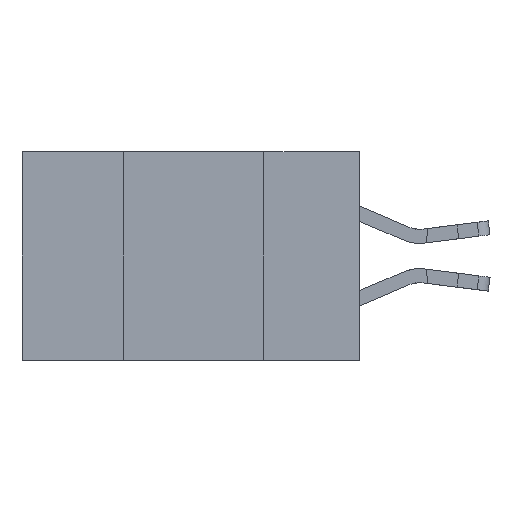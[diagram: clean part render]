
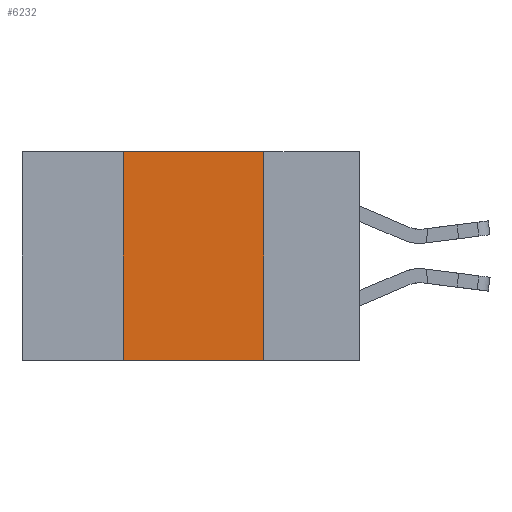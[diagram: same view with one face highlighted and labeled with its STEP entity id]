
A CAD part, left-side view. The second image highlights one B-rep face of the part: STEP entity #6232.
In plain terms, the highlighted planar face has unit normal (-1, 0, 0).
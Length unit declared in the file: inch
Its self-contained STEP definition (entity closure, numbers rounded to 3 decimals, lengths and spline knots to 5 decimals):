
#24 = VERTEX_POINT ( 'NONE', #7963 ) ;
#1036 = EDGE_CURVE ( 'NONE', #2131, #3060, #15863, .T. ) ;
#1653 = EDGE_CURVE ( 'NONE', #24, #3060, #16662, .T. ) ;
#1854 = ORIENTED_EDGE ( 'NONE', *, *, #1036, .T. ) ;
#2018 = EDGE_CURVE ( 'NONE', #2131, #8541, #17900, .T. ) ;
#2131 = VERTEX_POINT ( 'NONE', #11921 ) ;
#2214 = DIRECTION ( 'NONE',  ( 1., 0., 0. ) ) ;
#3060 = VERTEX_POINT ( 'NONE', #7542 ) ;
#3331 = VECTOR ( 'NONE', #3962, 39.37008 ) ;
#3690 = ORIENTED_EDGE ( 'NONE', *, *, #2018, .F. ) ;
#3962 = DIRECTION ( 'NONE',  ( 0., -1., 0. ) ) ;
#6232 = ADVANCED_FACE ( 'NONE', ( #7207 ), #17817, .F. ) ;
#7207 = FACE_OUTER_BOUND ( 'NONE', #17362, .T. ) ;
#7542 = CARTESIAN_POINT ( 'NONE',  ( 0., 0.17, -0.37 ) ) ;
#7870 = VECTOR ( 'NONE', #17583, 39.37008 ) ;
#7963 = CARTESIAN_POINT ( 'NONE',  ( 0., 0.17, 0. ) ) ;
#8541 = VERTEX_POINT ( 'NONE', #13168 ) ;
#10556 = VECTOR ( 'NONE', #17873, 39.37008 ) ;
#10968 = CARTESIAN_POINT ( 'NONE',  ( 0., 0.6, 0. ) ) ;
#11257 = CARTESIAN_POINT ( 'NONE',  ( 0., 0.6, 0. ) ) ;
#11921 = CARTESIAN_POINT ( 'NONE',  ( 0., 0.42, -0.37 ) ) ;
#12013 = LINE ( 'NONE', #11257, #3331 ) ;
#12455 = DIRECTION ( 'NONE',  ( 0., 0., -1. ) ) ;
#13071 = VECTOR ( 'NONE', #13667, 39.37008 ) ;
#13168 = CARTESIAN_POINT ( 'NONE',  ( 0., 0.42, 0. ) ) ;
#13246 = ORIENTED_EDGE ( 'NONE', *, *, #13716, .F. ) ;
#13667 = DIRECTION ( 'NONE',  ( 0., 0., -1. ) ) ;
#13716 = EDGE_CURVE ( 'NONE', #8541, #24, #12013, .T. ) ;
#14578 = AXIS2_PLACEMENT_3D ( 'NONE', #10968, #2214, #12455 ) ;
#15863 = LINE ( 'NONE', #16218, #7870 ) ;
#16218 = CARTESIAN_POINT ( 'NONE',  ( 0., 0.6, -0.37 ) ) ;
#16618 = ORIENTED_EDGE ( 'NONE', *, *, #1653, .F. ) ;
#16662 = LINE ( 'NONE', #18420, #13071 ) ;
#17362 = EDGE_LOOP ( 'NONE', ( #16618, #13246, #3690, #1854 ) ) ;
#17583 = DIRECTION ( 'NONE',  ( 0., -1., 0. ) ) ;
#17817 = PLANE ( 'NONE',  #14578 ) ;
#17873 = DIRECTION ( 'NONE',  ( 0., 0., 1. ) ) ;
#17900 = LINE ( 'NONE', #18363, #10556 ) ;
#18363 = CARTESIAN_POINT ( 'NONE',  ( 0., 0.42, 0. ) ) ;
#18420 = CARTESIAN_POINT ( 'NONE',  ( 0., 0.17, 0. ) ) ;
